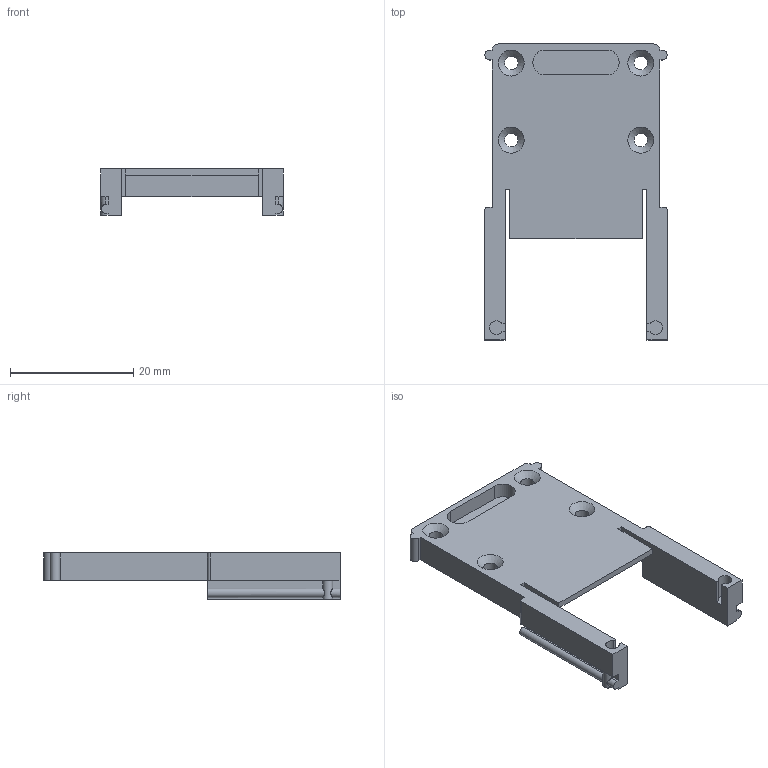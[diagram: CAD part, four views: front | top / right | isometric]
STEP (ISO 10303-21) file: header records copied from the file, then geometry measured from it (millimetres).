
FILE_DESCRIPTION(('FreeCAD Model'),'2;1');
FILE_NAME('camera_bot.step','2019-04-20T07:48:44',('Anool'),( 'Wyolum'),'Open CASCADE STEP processor 7.3','FreeCAD','Unknown');
FILE_SCHEMA(('AUTOMOTIVE_DESIGN { 1 0 10303 214 1 1 1 1 }'));
Length unit declared in the file: millimetre
Products named in the file (1): cam_bot
Bounding box: 29.6 x 48 x 7.5 mm (x, y, z)
Volume: 2366.5 mm3; surface area: 3765 mm2
Topology: 1 solids, 1 shells, 114 faces, 318 edges, 208 vertices
Faces by surface type: plane 76, cylinder 34, cone 4
Full cylindrical faces by diameter (mm): 2.2 x4
Entity records: 3891 total; most frequent: CARTESIAN_POINT 871, ORIENTED_EDGE 636, DIRECTION 616, EDGE_CURVE 318, LINE 230, VECTOR 230, VERTEX_POINT 208, AXIS2_PLACEMENT_3D 193
